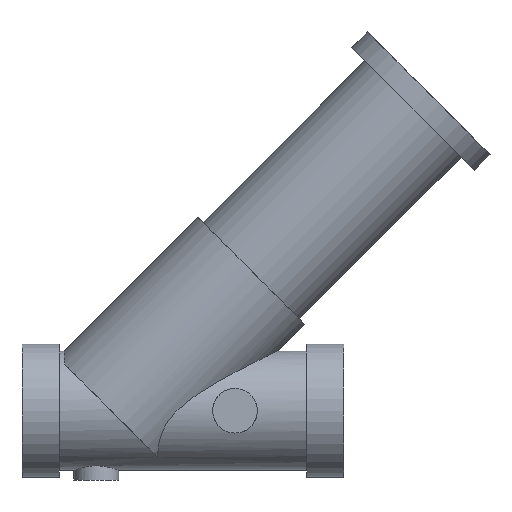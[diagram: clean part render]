
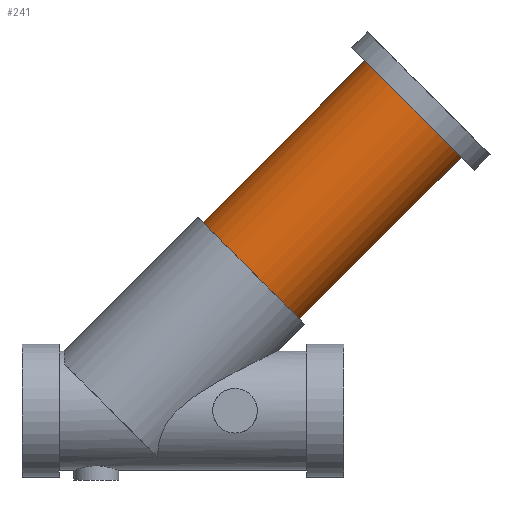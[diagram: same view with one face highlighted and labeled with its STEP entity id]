
A CAD part, front view. The second image highlights one B-rep face of the part: STEP entity #241.
In plain terms, the highlighted cylindrical face has radius 27.5 mm (diameter 55 mm), a full revolution.
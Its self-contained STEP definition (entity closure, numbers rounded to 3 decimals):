
#43=CIRCLE('',#285,27.5);
#44=CIRCLE('',#288,27.5);
#80=ORIENTED_EDGE('',*,*,#113,.F.);
#81=ORIENTED_EDGE('',*,*,#112,.T.);
#112=EDGE_CURVE('',#133,#133,#43,.T.);
#113=EDGE_CURVE('',#134,#134,#44,.T.);
#133=VERTEX_POINT('',#525);
#134=VERTEX_POINT('',#529);
#167=EDGE_LOOP('',(#80));
#168=EDGE_LOOP('',(#81));
#205=FACE_BOUND('',#167,.T.);
#206=FACE_BOUND('',#168,.T.);
#225=CYLINDRICAL_SURFACE('',#287,27.5);
#241=ADVANCED_FACE('',(#205,#206),#225,.T.);
#285=AXIS2_PLACEMENT_3D('',#524,#347,#348);
#287=AXIS2_PLACEMENT_3D('',#527,#351,#352);
#288=AXIS2_PLACEMENT_3D('',#528,#353,#354);
#347=DIRECTION('',(0.707,0.,0.707));
#348=DIRECTION('',(0.707,0.,-0.707));
#351=DIRECTION('',(-0.707,0.,-0.707));
#352=DIRECTION('',(-0.707,0.,0.707));
#353=DIRECTION('',(0.707,0.,0.707));
#354=DIRECTION('',(0.707,0.,-0.707));
#524=CARTESIAN_POINT('',(27.569,0.,56.569));
#525=CARTESIAN_POINT('',(47.014,0.,37.123));
#527=CARTESIAN_POINT('',(92.888,0.,121.888));
#528=CARTESIAN_POINT('',(92.888,0.,121.888));
#529=CARTESIAN_POINT('',(112.333,0.,102.442));
